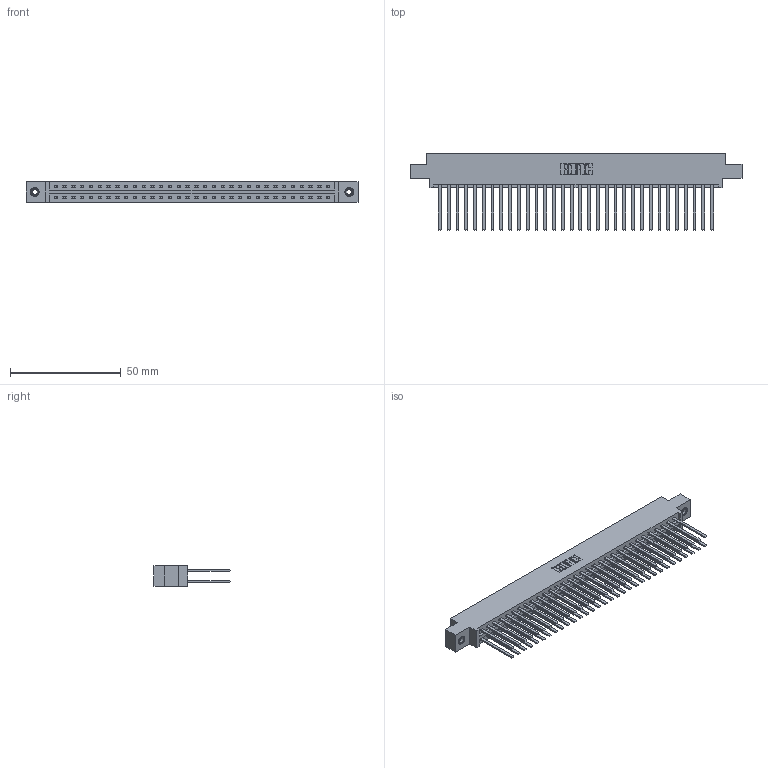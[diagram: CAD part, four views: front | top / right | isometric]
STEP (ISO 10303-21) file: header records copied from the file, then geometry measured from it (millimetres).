
FILE_DESCRIPTION (( 'STEP AP203' ), '1' );
FILE_NAME ('337-064-544-808.STEP', '2019-10-12T00:00:23', ( '' ), ( '' ), 'SwSTEP 2.0', 'SolidWorks 2016', '' );
FILE_SCHEMA (( 'CONFIG_CONTROL_DESIGN' ));
Length unit declared in the file: inch
Products named in the file (4): 337 Part_0.170 Offset - 0.156 Dia-TI; 337-064-544-808; 345-250-001_345-250-003-102; 345-292-001_345-293-144
Assembly tree (67 placements, depth 2):
  337-064-544-808
    337 Part_0.170 Offset - 0.156 Dia-TI
    345-292-001_345-293-144  x64
    345-250-001_345-250-003-102  x2
Bounding box: 149.81 x 34.3 x 9.4 mm (x, y, z)
Volume: 16428.1 mm3; surface area: 21537.4 mm2
Topology: 67 solids, 67 shells, 3250 faces, 9611 edges, 6314 vertices
Faces by surface type: plane 2282, cylinder 952, cone 12, torus 4
Entity records: 27238 total; most frequent: CARTESIAN_POINT 4577, ORIENTED_EDGE 4506, DIRECTION 3939, EDGE_CURVE 2253, LINE 2109, VECTOR 2109, VERTEX_POINT 1496, AXIS2_PLACEMENT_3D 915
